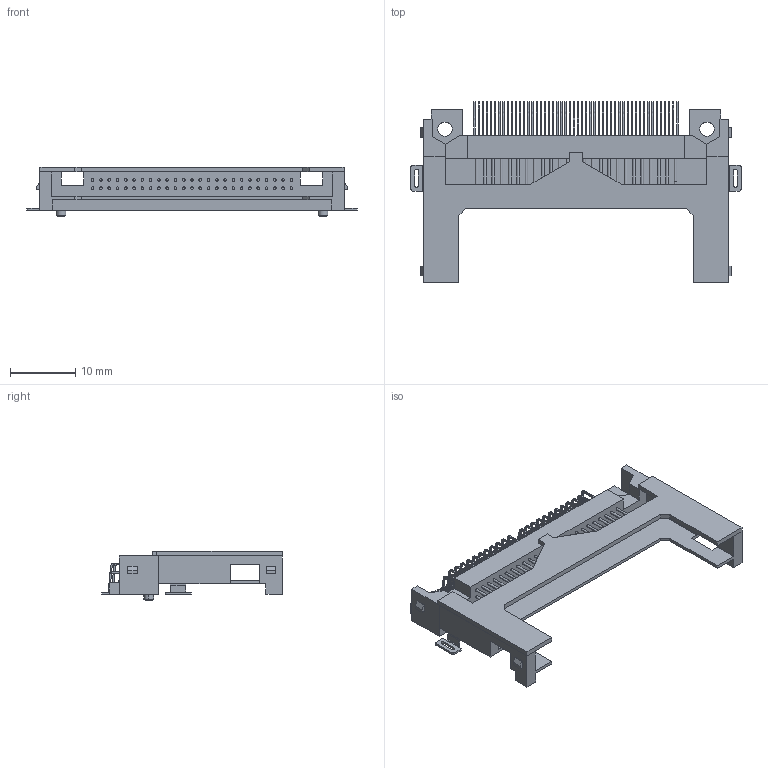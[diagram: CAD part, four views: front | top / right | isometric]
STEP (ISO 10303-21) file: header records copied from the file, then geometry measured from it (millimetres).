
FILE_DESCRIPTION((''),'2;1');
FILE_NAME('3M_N7E50-7516PK-20.stp','2010-12-01T16:11:16',(''),(''),'Mechanical Desktop 2011','Mechanical Desktop 2011',', , ');
FILE_SCHEMA(('AUTOMOTIVE_DESIGN { 1 2 10303 214 1 1 1 1 }'));
Length unit declared in the file: millimetre
Products named in the file (1): Product
Bounding box: 50.63 x 27.75 x 7.64 mm (x, y, z)
Volume: 1770.3 mm3; surface area: 4074.2 mm2
Topology: 116 solids, 116 shells, 1088 faces, 2574 edges, 1714 vertices
Faces by surface type: plane 721, cylinder 313, bspline 50, cone 4
Entity records: 31283 total; most frequent: CARTESIAN_POINT 5597, DIRECTION 5292, ORIENTED_EDGE 5148, EDGE_CURVE 2574, VECTOR 1934, LINE 1934, VERTEX_POINT 1714, AXIS2_PLACEMENT_3D 1679
